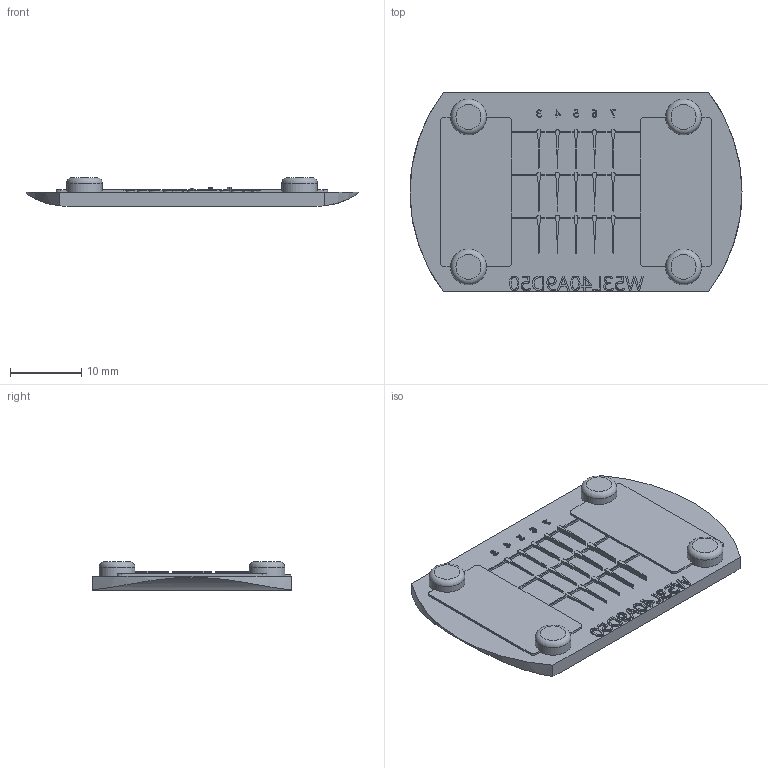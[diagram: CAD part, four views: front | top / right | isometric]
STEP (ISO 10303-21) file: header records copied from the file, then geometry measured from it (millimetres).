
FILE_DESCRIPTION(/* description */ ('STEP AP242','CAx-IF Rec.Pracs.---Representation and Presentation of Product Manufacturing Information (PMI)---4.0---2014-10-13','CAx-IF Rec.Pracs.---3D Tessellated Geometry---0.4---2014-09-14','2;1'),/* implementation_level */ '2;1');
FILE_NAME(/* name */ '6893a0a7dab113774bfb9d94',/* time_stamp */ '2025-08-06T18:36:25Z',/* author */ (''),/* organization */ (''),/* preprocessor_version */ 'ST-DEVELOPER v20',/* originating_system */ 'ONSHAPE BY PTC INC, 1.201',/* authorisation */ ' ');
FILE_SCHEMA (('AP242_MANAGED_MODEL_BASED_3D_ENGINEERING_MIM_LF { 1 0 10303 442 1 1 4 }'));
Length unit declared in the file: metre
Products named in the file (1): Array by Cols
Bounding box: 46.5 x 28 x 4 mm (x, y, z)
Volume: 2616.9 mm3; surface area: 2915.7 mm2
Topology: 1 solids, 1 shells, 577 faces, 1642 edges, 1092 vertices
Faces by surface type: plane 332, cylinder 147, bspline 94, torus 4
Full cylindrical faces by diameter (mm): 5 x4
Entity records: 19024 total; most frequent: CARTESIAN_POINT 4356, ORIENTED_EDGE 3268, DIRECTION 2712, EDGE_CURVE 1634, LINE 1144, VECTOR 1144, VERTEX_POINT 1092, AXIS2_PLACEMENT_3D 784
